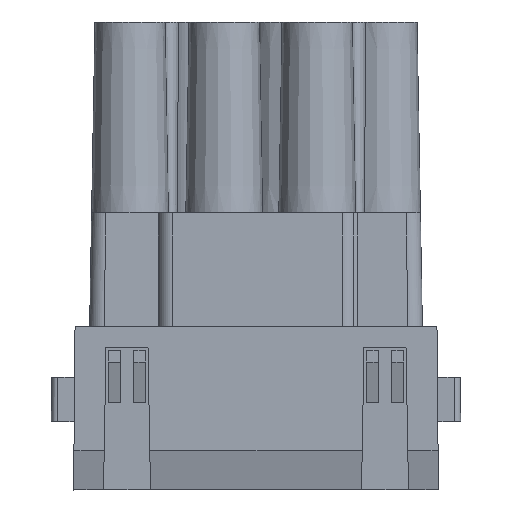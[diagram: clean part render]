
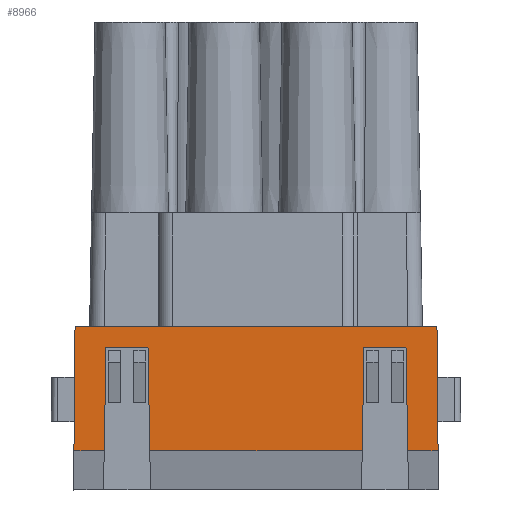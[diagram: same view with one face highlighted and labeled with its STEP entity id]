
A CAD part, left-side view. The second image highlights one B-rep face of the part: STEP entity #8966.
In plain terms, the highlighted face is planar.
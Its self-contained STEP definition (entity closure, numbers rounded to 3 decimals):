
#8557=CARTESIAN_POINT('',(-7.288,12.651,36.823));
#8558=VERTEX_POINT('',#8557);
#8565=CARTESIAN_POINT('',(-7.333,12.5,28.2));
#8566=VERTEX_POINT('',#8565);
#8567=CARTESIAN_POINT('',(-71.966,-202.963,-12315.664));
#8568=DIRECTION('',(0.005,0.017,1.));
#8569=VECTOR('',#8568,24690.);
#8570=LINE('',#8567,#8569);
#8571=EDGE_CURVE('',#8566,#8558,#8570,.T.);
#8753=CARTESIAN_POINT('',(-7.342,15.081,26.5));
#8754=VERTEX_POINT('',#8753);
#8761=CARTESIAN_POINT('',(-7.288,15.171,36.823));
#8762=VERTEX_POINT('',#8761);
#8763=CARTESIAN_POINT('',(57.314,122.843,12374.754));
#8764=DIRECTION('',(-0.005,-0.009,-1.));
#8765=VECTOR('',#8764,24690.);
#8766=LINE('',#8763,#8765);
#8767=EDGE_CURVE('',#8762,#8754,#8766,.T.);
#8881=CARTESIAN_POINT('',(-7.342,1.788,26.5));
#8882=DIRECTION('',(-1.,-0.,0.005));
#8883=DIRECTION('',(-0.,1.,0.));
#8884=AXIS2_PLACEMENT_3D('',#8881,#8882,#8883);
#8885=PLANE('',#8884);
#8886=CARTESIAN_POINT('',(-7.342,-15.081,26.5));
#8887=VERTEX_POINT('',#8886);
#8888=CARTESIAN_POINT('',(-7.342,12350.644,26.5));
#8889=DIRECTION('',(0.,-1.,0.));
#8890=VECTOR('',#8889,24690.);
#8891=LINE('',#8888,#8890);
#8892=EDGE_CURVE('',#8754,#8887,#8891,.T.);
#8893=ORIENTED_EDGE('',*,*,#8892,.T.);
#8894=CARTESIAN_POINT('',(-7.288,-15.171,36.823));
#8895=VERTEX_POINT('',#8894);
#8896=CARTESIAN_POINT('',(-71.957,92.613,-12313.983));
#8897=DIRECTION('',(0.005,-0.009,1.));
#8898=VECTOR('',#8897,24690.);
#8899=LINE('',#8896,#8898);
#8900=EDGE_CURVE('',#8887,#8895,#8899,.T.);
#8901=ORIENTED_EDGE('',*,*,#8900,.T.);
#8902=CARTESIAN_POINT('',(-7.288,-12.651,36.823));
#8903=VERTEX_POINT('',#8902);
#8904=CARTESIAN_POINT('',(-7.288,12338.942,36.823));
#8905=DIRECTION('',(0.,-1.,0.));
#8906=VECTOR('',#8905,24690.);
#8907=LINE('',#8904,#8906);
#8908=EDGE_CURVE('',#8903,#8895,#8907,.T.);
#8909=ORIENTED_EDGE('',*,*,#8908,.F.);
#8910=CARTESIAN_POINT('',(-7.333,-12.5,28.2));
#8911=VERTEX_POINT('',#8910);
#8912=CARTESIAN_POINT('',(57.29,-227.93,12370.198));
#8913=DIRECTION('',(-0.005,0.017,-1.));
#8914=VECTOR('',#8913,24690.);
#8915=LINE('',#8912,#8914);
#8916=EDGE_CURVE('',#8903,#8911,#8915,.T.);
#8917=ORIENTED_EDGE('',*,*,#8916,.T.);
#8918=CARTESIAN_POINT('',(-7.333,-9.,28.2));
#8919=VERTEX_POINT('',#8918);
#8920=CARTESIAN_POINT('',(-7.333,-12345.356,28.2));
#8921=DIRECTION('',(-0.,1.,0.));
#8922=VECTOR('',#8921,24690.);
#8923=LINE('',#8920,#8922);
#8924=EDGE_CURVE('',#8911,#8919,#8923,.T.);
#8925=ORIENTED_EDGE('',*,*,#8924,.T.);
#8926=CARTESIAN_POINT('',(-7.288,-8.849,36.823));
#8927=VERTEX_POINT('',#8926);
#8928=CARTESIAN_POINT('',(57.292,206.434,12370.418));
#8929=DIRECTION('',(-0.005,-0.017,-1.));
#8930=VECTOR('',#8929,24690.);
#8931=LINE('',#8928,#8930);
#8932=EDGE_CURVE('',#8927,#8919,#8931,.T.);
#8933=ORIENTED_EDGE('',*,*,#8932,.F.);
#8934=CARTESIAN_POINT('',(-7.288,8.849,36.823));
#8935=VERTEX_POINT('',#8934);
#8936=CARTESIAN_POINT('',(-7.288,12345.894,36.823));
#8937=DIRECTION('',(0.,-1.,0.));
#8938=VECTOR('',#8937,24690.);
#8939=LINE('',#8936,#8938);
#8940=EDGE_CURVE('',#8935,#8927,#8939,.T.);
#8941=ORIENTED_EDGE('',*,*,#8940,.F.);
#8942=CARTESIAN_POINT('',(-7.333,9.,28.2));
#8943=VERTEX_POINT('',#8942);
#8944=CARTESIAN_POINT('',(-71.965,224.46,-12315.509));
#8945=DIRECTION('',(0.005,-0.017,1.));
#8946=VECTOR('',#8945,24690.);
#8947=LINE('',#8944,#8946);
#8948=EDGE_CURVE('',#8943,#8935,#8947,.T.);
#8949=ORIENTED_EDGE('',*,*,#8948,.F.);
#8950=CARTESIAN_POINT('',(-7.333,-12345.356,28.2));
#8951=DIRECTION('',(-0.,1.,0.));
#8952=VECTOR('',#8951,24690.);
#8953=LINE('',#8950,#8952);
#8954=EDGE_CURVE('',#8943,#8566,#8953,.T.);
#8955=ORIENTED_EDGE('',*,*,#8954,.T.);
#8956=ORIENTED_EDGE('',*,*,#8571,.T.);
#8957=CARTESIAN_POINT('',(-7.288,12352.846,36.823));
#8958=DIRECTION('',(0.,-1.,0.));
#8959=VECTOR('',#8958,24690.);
#8960=LINE('',#8957,#8959);
#8961=EDGE_CURVE('',#8762,#8558,#8960,.T.);
#8962=ORIENTED_EDGE('',*,*,#8961,.F.);
#8963=ORIENTED_EDGE('',*,*,#8767,.T.);
#8964=EDGE_LOOP('',(#8893,#8901,#8909,#8917,#8925,#8933,#8941,#8949,#8955,#8956,#8962,#8963));
#8965=FACE_BOUND('',#8964,.T.);
#8966=ADVANCED_FACE('',(#8965),#8885,.T.);
